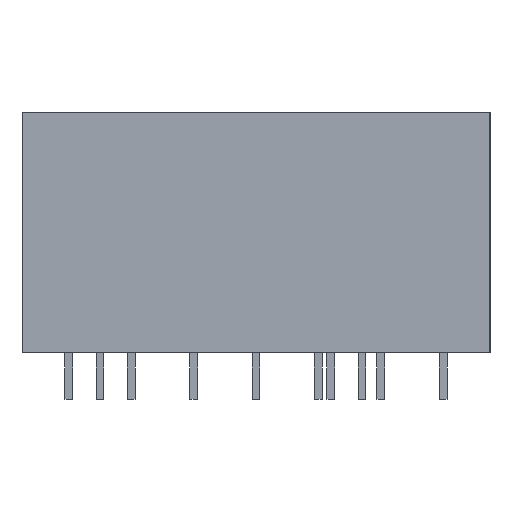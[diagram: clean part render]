
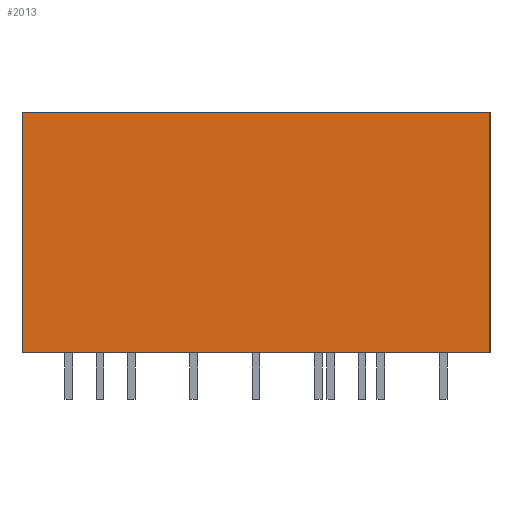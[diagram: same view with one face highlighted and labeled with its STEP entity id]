
A CAD part, left-side view. The second image highlights one B-rep face of the part: STEP entity #2013.
In plain terms, the highlighted free-form (B-spline) face has degree [1, 1] with [2, 2] control points.
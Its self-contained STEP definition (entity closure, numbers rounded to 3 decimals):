
#1902=CARTESIAN_POINT('',(-46.99,19.05,19.558));
#1903=VERTEX_POINT('',#1902);
#1910=CARTESIAN_POINT('',(-46.99,-19.05,19.558));
#1911=VERTEX_POINT('',#1910);
#1912=CARTESIAN_POINT('',(-46.99,-19.05,19.558));
#1913=DIRECTION('',(0.0,1.0,0.0));
#1914=VECTOR('',#1913,38.1);
#1915=LINE('',#1912,#1914);
#1916=EDGE_CURVE('',#1911,#1903,#1915,.T.);
#1942=CARTESIAN_POINT('',(-46.99,-19.05,0.));
#1943=VERTEX_POINT('',#1942);
#1950=CARTESIAN_POINT('',(-46.99,19.05,0.));
#1951=VERTEX_POINT('',#1950);
#1952=CARTESIAN_POINT('',(-46.99,19.05,0.));
#1953=DIRECTION('',(0.0,-1.0,0.0));
#1954=VECTOR('',#1953,38.1);
#1955=LINE('',#1952,#1954);
#1956=EDGE_CURVE('',#1951,#1943,#1955,.T.);
#1980=CARTESIAN_POINT('',(-46.99,19.05,19.558));
#1981=DIRECTION('',(0.0,0.0,-1.0));
#1982=VECTOR('',#1981,19.558);
#1983=LINE('',#1980,#1982);
#1984=EDGE_CURVE('',#1903,#1951,#1983,.T.);
#1997=CARTESIAN_POINT('',(-46.99,-19.05,19.558));
#1998=CARTESIAN_POINT('',(-46.99,-19.05,0.));
#1999=CARTESIAN_POINT('',(-46.99,19.05,19.558));
#2000=CARTESIAN_POINT('',(-46.99,19.05,0.));
#2001=B_SPLINE_SURFACE_WITH_KNOTS('',1,1,((#1997,#1999),(#1998,#2000)),.UNSPECIFIED.,.F.,.F.,.U.,(2,2),(2,2),(0.0,19.558),(0.0,38.1),.UNSPECIFIED.);
#2002=CARTESIAN_POINT('',(-46.99,-19.05,19.558));
#2003=DIRECTION('',(0.0,0.0,-1.0));
#2004=VECTOR('',#2003,19.558);
#2005=LINE('',#2002,#2004);
#2006=EDGE_CURVE('',#1911,#1943,#2005,.T.);
#2007=ORIENTED_EDGE('',*,*,#2006,.F.);
#2008=ORIENTED_EDGE('',*,*,#1916,.T.);
#2009=ORIENTED_EDGE('',*,*,#1984,.T.);
#2010=ORIENTED_EDGE('',*,*,#1956,.T.);
#2011=EDGE_LOOP('',(#2007,#2008,#2009,#2010));
#2012=FACE_OUTER_BOUND('',#2011,.T.);
#2013=ADVANCED_FACE('',(#2012),#2001,.F.);
